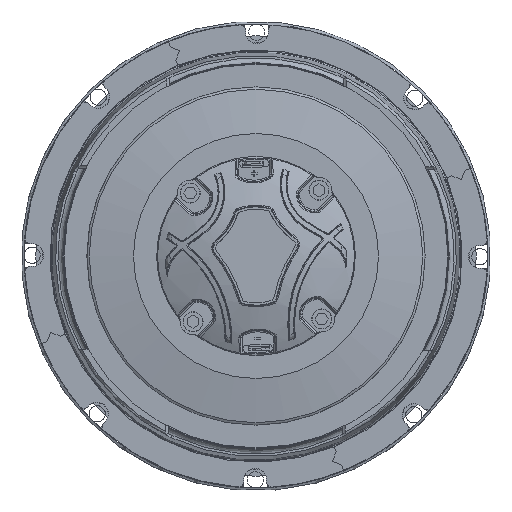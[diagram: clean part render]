
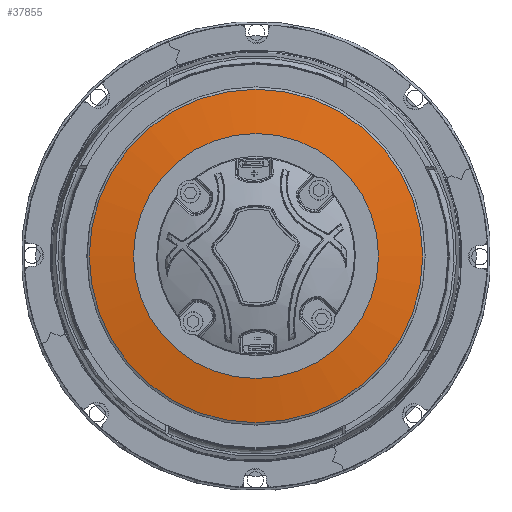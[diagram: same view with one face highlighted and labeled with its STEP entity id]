
A CAD part, front view. The second image highlights one B-rep face of the part: STEP entity #37855.
In plain terms, the highlighted conical face has half-angle 80.998 degrees and reference radius 58.657 mm.
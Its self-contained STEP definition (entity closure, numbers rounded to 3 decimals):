
#3831 = AXIS2_PLACEMENT_3D ( 'NONE', #33051, #73819, #40913 ) ;
#12311 = ORIENTED_EDGE ( 'NONE', *, *, #50038, .F. ) ;
#14520 = CONICAL_SURFACE ( 'NONE', #3831, 58.656, 1.414 ) ;
#17689 = AXIS2_PLACEMENT_3D ( 'NONE', #102761, #33645, #101678 ) ;
#29486 = EDGE_CURVE ( 'NONE', #94048, #94048, #110292, .T. ) ;
#33051 = CARTESIAN_POINT ( 'NONE',  ( 0., -66.834, 0. ) ) ;
#33645 = DIRECTION ( 'NONE',  ( 0., -1., 0. ) ) ;
#34866 = DIRECTION ( 'NONE',  ( 0., -1., 0. ) ) ;
#35819 = EDGE_LOOP ( 'NONE', ( #59095 ) ) ;
#37855 = ADVANCED_FACE ( 'NONE', ( #76009, #66004 ), #14520, .T. ) ;
#40913 = DIRECTION ( 'NONE',  ( 0., 0., 1. ) ) ;
#43878 = CARTESIAN_POINT ( 'NONE',  ( 0., -69.3, -43.088 ) ) ;
#50038 = EDGE_CURVE ( 'NONE', #105168, #105168, #68832, .T. ) ;
#59095 = ORIENTED_EDGE ( 'NONE', *, *, #29486, .T. ) ;
#60542 = DIRECTION ( 'NONE',  ( 0., 0., -1. ) ) ;
#66004 = FACE_OUTER_BOUND ( 'NONE', #35819, .T. ) ;
#68832 = CIRCLE ( 'NONE', #107969, 43.088 ) ;
#73819 = DIRECTION ( 'NONE',  ( 0., 1., 0. ) ) ;
#76009 = FACE_BOUND ( 'NONE', #89633, .T. ) ;
#76808 = CARTESIAN_POINT ( 'NONE',  ( 0., -66.834, -58.656 ) ) ;
#89633 = EDGE_LOOP ( 'NONE', ( #12311 ) ) ;
#94048 = VERTEX_POINT ( 'NONE', #76808 ) ;
#95047 = CARTESIAN_POINT ( 'NONE',  ( 0., -69.3, 0. ) ) ;
#101678 = DIRECTION ( 'NONE',  ( 0., 0., -1. ) ) ;
#102761 = CARTESIAN_POINT ( 'NONE',  ( 0., -66.834, 0. ) ) ;
#105168 = VERTEX_POINT ( 'NONE', #43878 ) ;
#107969 = AXIS2_PLACEMENT_3D ( 'NONE', #95047, #34866, #60542 ) ;
#110292 = CIRCLE ( 'NONE', #17689, 58.656 ) ;
